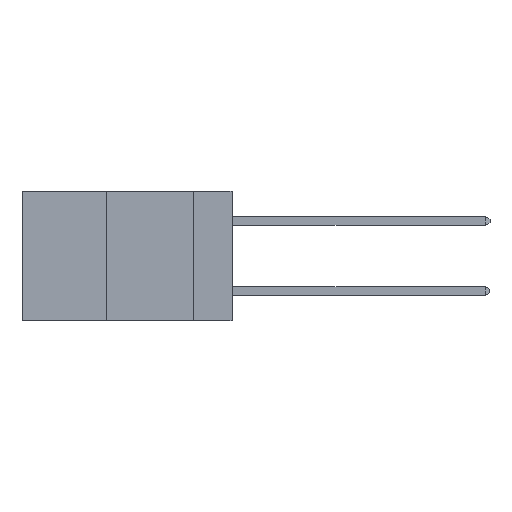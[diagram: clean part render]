
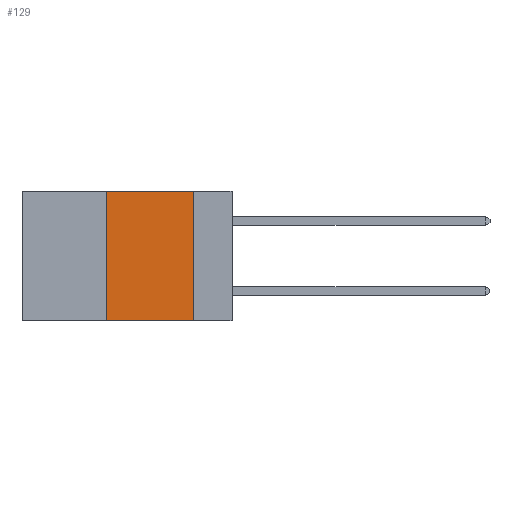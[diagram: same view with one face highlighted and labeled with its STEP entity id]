
A CAD part, left-side view. The second image highlights one B-rep face of the part: STEP entity #129.
In plain terms, the highlighted planar face has unit normal (-1, 0, 0).
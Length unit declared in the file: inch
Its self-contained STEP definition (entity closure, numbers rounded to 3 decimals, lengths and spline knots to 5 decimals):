
#105 = DIRECTION ( 'NONE',  ( 0., 0., 1. ) ) ;
#129 = ADVANCED_FACE ( 'NONE', ( #8564 ), #4848, .F. ) ;
#467 = VECTOR ( 'NONE', #13798, 39.37008 ) ;
#527 = EDGE_CURVE ( 'NONE', #14848, #2072, #12450, .T. ) ;
#799 = VERTEX_POINT ( 'NONE', #6943 ) ;
#2072 = VERTEX_POINT ( 'NONE', #12509 ) ;
#3182 = DIRECTION ( 'NONE',  ( 0., 0., -1. ) ) ;
#3205 = DIRECTION ( 'NONE',  ( 0., -1., 0. ) ) ;
#3467 = VERTEX_POINT ( 'NONE', #10332 ) ;
#4034 = EDGE_CURVE ( 'NONE', #14848, #3467, #9387, .T. ) ;
#4848 = PLANE ( 'NONE',  #11411 ) ;
#5365 = DIRECTION ( 'NONE',  ( 0., -1., 0. ) ) ;
#5660 = CARTESIAN_POINT ( 'NONE',  ( 0., 0.6, -0.37 ) ) ;
#6699 = CARTESIAN_POINT ( 'NONE',  ( 0., 0.6, 0. ) ) ;
#6943 = CARTESIAN_POINT ( 'NONE',  ( 0., 0.11, 0. ) ) ;
#7012 = ORIENTED_EDGE ( 'NONE', *, *, #12469, .F. ) ;
#7345 = ORIENTED_EDGE ( 'NONE', *, *, #4034, .T. ) ;
#8564 = FACE_OUTER_BOUND ( 'NONE', #9917, .T. ) ;
#9305 = VECTOR ( 'NONE', #105, 39.37008 ) ;
#9387 = LINE ( 'NONE', #5660, #15158 ) ;
#9917 = EDGE_LOOP ( 'NONE', ( #7012, #10383, #12029, #7345 ) ) ;
#10083 = EDGE_CURVE ( 'NONE', #2072, #799, #12193, .T. ) ;
#10084 = LINE ( 'NONE', #12679, #467 ) ;
#10332 = CARTESIAN_POINT ( 'NONE',  ( 0., 0.11, -0.37 ) ) ;
#10335 = CARTESIAN_POINT ( 'NONE',  ( 0., 0.6, 0. ) ) ;
#10383 = ORIENTED_EDGE ( 'NONE', *, *, #10083, .F. ) ;
#11411 = AXIS2_PLACEMENT_3D ( 'NONE', #6699, #11917, #3182 ) ;
#11917 = DIRECTION ( 'NONE',  ( 1., 0., 0. ) ) ;
#12029 = ORIENTED_EDGE ( 'NONE', *, *, #527, .F. ) ;
#12193 = LINE ( 'NONE', #10335, #14824 ) ;
#12450 = LINE ( 'NONE', #12861, #9305 ) ;
#12469 = EDGE_CURVE ( 'NONE', #799, #3467, #10084, .T. ) ;
#12509 = CARTESIAN_POINT ( 'NONE',  ( 0., 0.36, 0. ) ) ;
#12679 = CARTESIAN_POINT ( 'NONE',  ( 0., 0.11, 0. ) ) ;
#12861 = CARTESIAN_POINT ( 'NONE',  ( 0., 0.36, 0. ) ) ;
#13301 = CARTESIAN_POINT ( 'NONE',  ( 0., 0.36, -0.37 ) ) ;
#13798 = DIRECTION ( 'NONE',  ( 0., 0., -1. ) ) ;
#14824 = VECTOR ( 'NONE', #3205, 39.37008 ) ;
#14848 = VERTEX_POINT ( 'NONE', #13301 ) ;
#15158 = VECTOR ( 'NONE', #5365, 39.37008 ) ;
